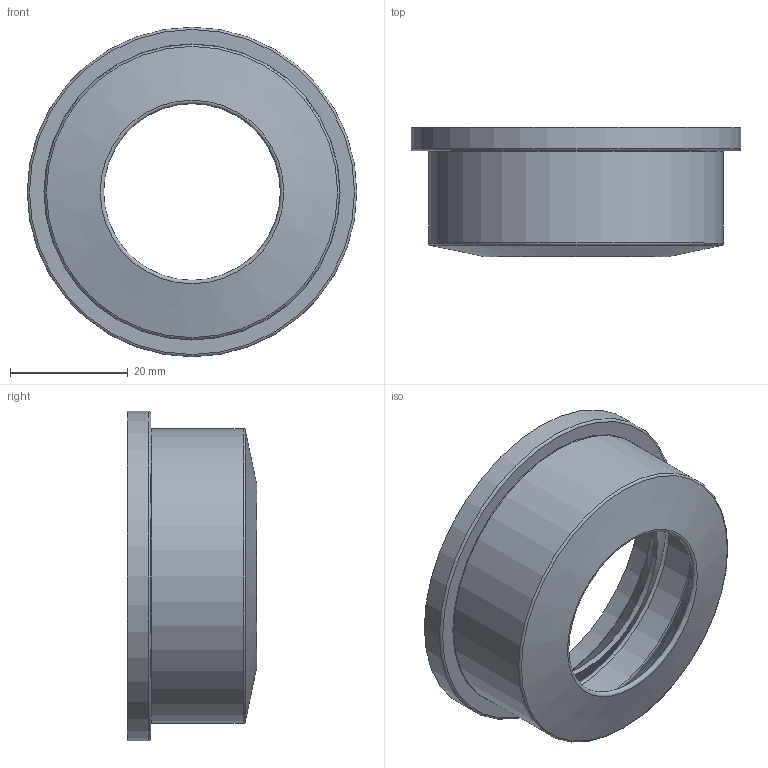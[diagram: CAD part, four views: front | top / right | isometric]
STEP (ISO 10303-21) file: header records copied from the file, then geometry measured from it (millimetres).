
FILE_DESCRIPTION(/* description */ (''),/* implementation_level */ '2;1');
FILE_NAME(/* name */ '881220z.stp',/* time_stamp */ '2024-05-29T15:57:56+02:00',/* author */ ('corinna'),/* organization */ (''),/* preprocessor_version */ 'ST-DEVELOPER v20',/* originating_system */ 'Autodesk Inventor 2024',/* authorisation */ '');
FILE_SCHEMA (('AUTOMOTIVE_DESIGN { 1 0 10303 214 3 1 1 }'));
Length unit declared in the file: millimetre
Products named in the file (1): 881220z
Bounding box: 56 x 22 x 56 mm (x, y, z)
Volume: 13212.9 mm3; surface area: 10361.1 mm2
Topology: 1 solids, 1 shells, 18 faces, 46 edges, 30 vertices
Faces by surface type: torus 7, cone 5, cylinder 4, plane 2
Full cylindrical faces by diameter (mm): 35 x1, 46 x1, 50.1 x1, 56 x1
Entity records: 618 total; most frequent: DIRECTION 121, CARTESIAN_POINT 95, ORIENTED_EDGE 92, AXIS2_PLACEMENT_3D 56, EDGE_CURVE 46, CIRCLE 37, VERTEX_POINT 30, EDGE_LOOP 20
